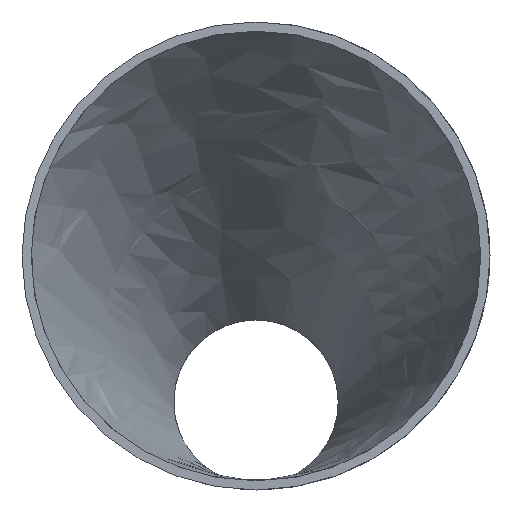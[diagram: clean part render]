
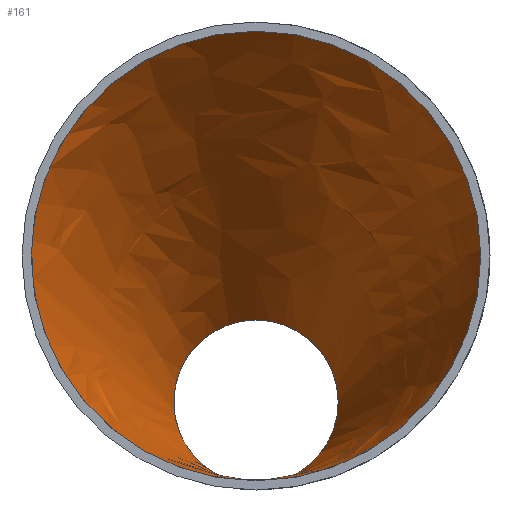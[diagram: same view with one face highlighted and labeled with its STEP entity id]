
A CAD part, left-side view. The second image highlights one B-rep face of the part: STEP entity #161.
In plain terms, the highlighted free-form (B-spline) face has degree [1, 2] with [2, 9] control points.
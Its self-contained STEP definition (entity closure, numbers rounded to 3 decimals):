
#31=FACE_OUTER_BOUND('',#39,.T.);
#39=EDGE_LOOP('',(#111,#112,#113,#114,#115,#116,#117,#118,#119,#120));
#49=B_SPLINE_CURVE_WITH_KNOTS('',1,(#294,#295),.UNSPECIFIED.,.F.,.F.,(2,
2),(0.03,2.094),.UNSPECIFIED.);
#51=CIRCLE('',#189,48.8);
#52=CIRCLE('',#190,48.8);
#53=CIRCLE('',#191,48.8);
#54=CIRCLE('',#192,17.85);
#55=CIRCLE('',#193,17.85);
#56=CIRCLE('',#194,17.85);
#57=CIRCLE('',#195,17.85);
#58=CIRCLE('',#196,48.8);
#69=VERTEX_POINT('',#286);
#70=VERTEX_POINT('',#287);
#71=VERTEX_POINT('',#289);
#72=VERTEX_POINT('',#291);
#73=VERTEX_POINT('',#293);
#74=VERTEX_POINT('',#296);
#75=VERTEX_POINT('',#298);
#76=VERTEX_POINT('',#300);
#87=EDGE_CURVE('',#69,#70,#51,.T.);
#88=EDGE_CURVE('',#71,#69,#52,.T.);
#89=EDGE_CURVE('',#72,#71,#53,.T.);
#90=EDGE_CURVE('',#72,#73,#49,.T.);
#91=EDGE_CURVE('',#73,#74,#54,.T.);
#92=EDGE_CURVE('',#74,#75,#55,.T.);
#93=EDGE_CURVE('',#75,#76,#56,.T.);
#94=EDGE_CURVE('',#76,#73,#57,.T.);
#95=EDGE_CURVE('',#70,#72,#58,.T.);
#111=ORIENTED_EDGE('',*,*,#87,.F.);
#112=ORIENTED_EDGE('',*,*,#88,.F.);
#113=ORIENTED_EDGE('',*,*,#89,.F.);
#114=ORIENTED_EDGE('',*,*,#90,.T.);
#115=ORIENTED_EDGE('',*,*,#91,.T.);
#116=ORIENTED_EDGE('',*,*,#92,.T.);
#117=ORIENTED_EDGE('',*,*,#93,.T.);
#118=ORIENTED_EDGE('',*,*,#94,.T.);
#119=ORIENTED_EDGE('',*,*,#90,.F.);
#120=ORIENTED_EDGE('',*,*,#95,.F.);
#159=(
BOUNDED_SURFACE()
B_SPLINE_SURFACE(1,2,((#268,#269,#270,#271,#272,#273,#274,#275,#276),(#277,
#278,#279,#280,#281,#282,#283,#284,#285)),.UNSPECIFIED.,.F.,.T.,.F.)
B_SPLINE_SURFACE_WITH_KNOTS((2,2),(3,2,2,2,3),(-0.312,2.199),
(-3.142,-1.571,0.,1.571,3.142),
 .UNSPECIFIED.)
GEOMETRIC_REPRESENTATION_ITEM()
RATIONAL_B_SPLINE_SURFACE(((1.,0.707,1.,0.707,1.,
0.707,1.,0.707,1.),(1.,0.707,1.,0.707,
1.,0.707,1.,0.707,1.)))
REPRESENTATION_ITEM('')
SURFACE()
);
#161=ADVANCED_FACE('',(#31),#159,.T.);
#189=AXIS2_PLACEMENT_3D('',#288,#215,#216);
#190=AXIS2_PLACEMENT_3D('',#290,#217,#218);
#191=AXIS2_PLACEMENT_3D('',#292,#219,#220);
#192=AXIS2_PLACEMENT_3D('',#297,#221,#222);
#193=AXIS2_PLACEMENT_3D('',#299,#223,#224);
#194=AXIS2_PLACEMENT_3D('',#301,#225,#226);
#195=AXIS2_PLACEMENT_3D('',#302,#227,#228);
#196=AXIS2_PLACEMENT_3D('',#303,#229,#230);
#215=DIRECTION('center_axis',(1.,0.,0.));
#216=DIRECTION('ref_axis',(0.,0.,-1.));
#217=DIRECTION('center_axis',(1.,0.,0.));
#218=DIRECTION('ref_axis',(0.,0.,-1.));
#219=DIRECTION('center_axis',(1.,0.,0.));
#220=DIRECTION('ref_axis',(0.,0.,-1.));
#221=DIRECTION('center_axis',(1.,0.,0.));
#222=DIRECTION('ref_axis',(0.,0.,-1.));
#223=DIRECTION('center_axis',(1.,0.,0.));
#224=DIRECTION('ref_axis',(0.,0.,-1.));
#225=DIRECTION('center_axis',(1.,0.,0.));
#226=DIRECTION('ref_axis',(0.,0.,-1.));
#227=DIRECTION('center_axis',(1.,0.,0.));
#228=DIRECTION('ref_axis',(0.,0.,-1.));
#229=DIRECTION('center_axis',(1.,0.,0.));
#230=DIRECTION('ref_axis',(0.,0.,-1.));
#268=CARTESIAN_POINT('Ctrl Pts',(-10.239,53.682,0.133));
#269=CARTESIAN_POINT('Ctrl Pts',(5.,53.682,48.8));
#270=CARTESIAN_POINT('Ctrl Pts',(5.,0.,
48.8));
#271=CARTESIAN_POINT('Ctrl Pts',(5.,-53.682,48.8));
#272=CARTESIAN_POINT('Ctrl Pts',(-10.239,-53.682,0.133));
#273=CARTESIAN_POINT('Ctrl Pts',(-25.478,-53.682,-48.535));
#274=CARTESIAN_POINT('Ctrl Pts',(-25.478,0.,
-48.535));
#275=CARTESIAN_POINT('Ctrl Pts',(-25.478,53.682,-48.535));
#276=CARTESIAN_POINT('Ctrl Pts',(-10.239,53.682,0.133));
#277=CARTESIAN_POINT('Ctrl Pts',(101.648,16.212,-34.902));
#278=CARTESIAN_POINT('Ctrl Pts',(106.251,16.212,-20.205));
#279=CARTESIAN_POINT('Ctrl Pts',(106.251,0.,
-20.205));
#280=CARTESIAN_POINT('Ctrl Pts',(106.251,-16.212,-20.205));
#281=CARTESIAN_POINT('Ctrl Pts',(101.648,-16.212,-34.902));
#282=CARTESIAN_POINT('Ctrl Pts',(97.046,-16.212,-49.6));
#283=CARTESIAN_POINT('Ctrl Pts',(97.046,0.,
-49.6));
#284=CARTESIAN_POINT('Ctrl Pts',(97.046,16.212,-49.6));
#285=CARTESIAN_POINT('Ctrl Pts',(101.648,16.212,-34.902));
#286=CARTESIAN_POINT('',(5.,-10.886,-47.57));
#287=CARTESIAN_POINT('',(5.,10.886,-47.57));
#288=CARTESIAN_POINT('Origin',(5.,0.,0.));
#289=CARTESIAN_POINT('',(5.,0.,48.8));
#290=CARTESIAN_POINT('Origin',(5.,0.,0.));
#291=CARTESIAN_POINT('',(5.,48.579,-4.639));
#292=CARTESIAN_POINT('Origin',(5.,0.,0.));
#293=CARTESIAN_POINT('',(97.,17.769,-33.447));
#294=CARTESIAN_POINT('Ctrl Pts',(5.,48.579,-4.639));
#295=CARTESIAN_POINT('Ctrl Pts',(97.,17.769,-33.447));
#296=CARTESIAN_POINT('',(97.,0.,-13.9));
#297=CARTESIAN_POINT('Origin',(97.,0.,-31.75));
#298=CARTESIAN_POINT('',(97.,-3.982,-49.15));
#299=CARTESIAN_POINT('Origin',(97.,0.,-31.75));
#300=CARTESIAN_POINT('',(97.,3.982,-49.15));
#301=CARTESIAN_POINT('Origin',(97.,0.,-31.75));
#302=CARTESIAN_POINT('Origin',(97.,0.,-31.75));
#303=CARTESIAN_POINT('Origin',(5.,0.,0.));
